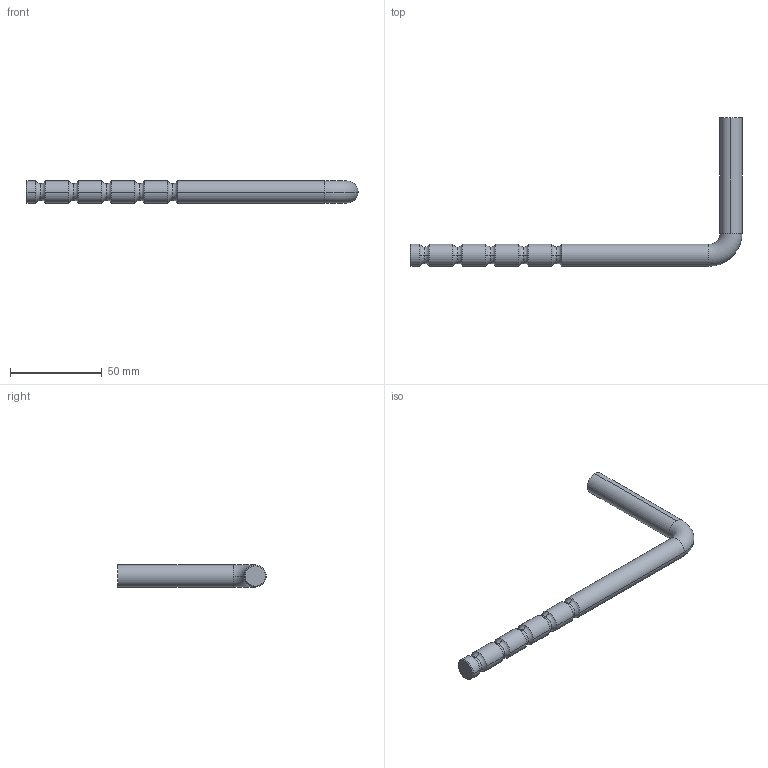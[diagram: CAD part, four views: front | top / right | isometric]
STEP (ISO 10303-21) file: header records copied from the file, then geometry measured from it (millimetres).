
FILE_DESCRIPTION (( 'STEP AP203' ), '1' );
FILE_NAME ('A_0120-000-M6.STEP', '2022-12-13T11:04:20', ( '' ), ( '' ), 'SwSTEP 2.0', 'SolidWorks 2019', '' );
FILE_SCHEMA (( 'CONFIG_CONTROL_DESIGN' ));
Length unit declared in the file: millimetre
Products named in the file (1): A_0120-000-M6
Bounding box: 181 x 81 x 12 mm (x, y, z)
Volume: 26343 mm3; surface area: 9712.1 mm2
Topology: 1 solids, 1 shells, 46 faces, 114 edges, 69 vertices
Faces by surface type: torus 22, cylinder 16, cone 6, plane 2
Entity records: 1467 total; most frequent: DIRECTION 296, CARTESIAN_POINT 228, ORIENTED_EDGE 224, AXIS2_PLACEMENT_3D 137, EDGE_CURVE 112, CIRCLE 90, VERTEX_POINT 69, EDGE_LOOP 47
